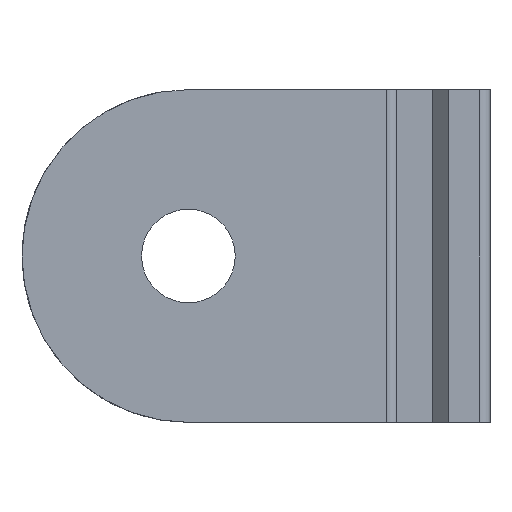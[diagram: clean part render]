
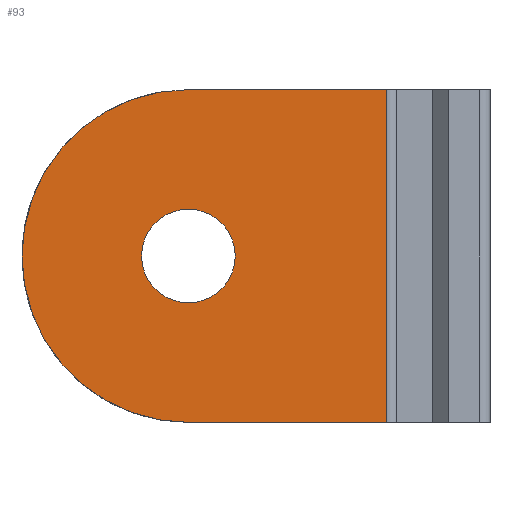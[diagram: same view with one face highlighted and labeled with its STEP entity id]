
A CAD part, left-side view. The second image highlights one B-rep face of the part: STEP entity #93.
In plain terms, the highlighted planar face has unit normal (-1, 0, 0).
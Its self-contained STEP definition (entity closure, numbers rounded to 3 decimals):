
#93 = ADVANCED_FACE( '', ( #187, #188 ), #189, .F. );
#187 = FACE_BOUND( '', #282, .T. );
#188 = FACE_OUTER_BOUND( '', #283, .T. );
#189 = PLANE( '', #284 );
#282 = EDGE_LOOP( '', ( #419 ) );
#283 = EDGE_LOOP( '', ( #420, #421, #422, #423 ) );
#284 = AXIS2_PLACEMENT_3D( '', #424, #425, #426 );
#419 = ORIENTED_EDGE( '', *, *, #627, .T. );
#420 = ORIENTED_EDGE( '', *, *, #628, .F. );
#421 = ORIENTED_EDGE( '', *, *, #584, .F. );
#422 = ORIENTED_EDGE( '', *, *, #629, .T. );
#423 = ORIENTED_EDGE( '', *, *, #580, .F. );
#424 = CARTESIAN_POINT( '', ( 0., 37., 16. ) );
#425 = DIRECTION( '', ( 1., 0., 0. ) );
#426 = DIRECTION( '', ( 0., 0., -1. ) );
#580 = EDGE_CURVE( '', #677, #672, #679, .T. );
#584 = EDGE_CURVE( '', #684, #686, #687, .T. );
#627 = EDGE_CURVE( '', #758, #758, #759, .T. );
#628 = EDGE_CURVE( '', #686, #677, #760, .T. );
#629 = EDGE_CURVE( '', #684, #672, #761, .T. );
#672 = VERTEX_POINT( '', #813 );
#677 = VERTEX_POINT( '', #820 );
#679 = LINE( '', #823, #824 );
#684 = VERTEX_POINT( '', #829 );
#686 = VERTEX_POINT( '', #832 );
#687 = CIRCLE( '', #833, 16. );
#758 = VERTEX_POINT( '', #928 );
#759 = CIRCLE( '', #929, 4.5 );
#760 = LINE( '', #930, #931 );
#761 = LINE( '', #932, #933 );
#813 = CARTESIAN_POINT( '', ( 0., 1., -16. ) );
#820 = CARTESIAN_POINT( '', ( 0., 1., 16. ) );
#823 = CARTESIAN_POINT( '', ( 0., 1., 16. ) );
#824 = VECTOR( '', #1007, 1000. );
#829 = CARTESIAN_POINT( '', ( 0., 20., -16. ) );
#832 = CARTESIAN_POINT( '', ( 0., 20., 16. ) );
#833 = AXIS2_PLACEMENT_3D( '', #1012, #1013, #1014 );
#928 = CARTESIAN_POINT( '', ( 0., 20., -4.5 ) );
#929 = AXIS2_PLACEMENT_3D( '', #1066, #1067, #1068 );
#930 = CARTESIAN_POINT( '', ( 0., 37., 16. ) );
#931 = VECTOR( '', #1069, 1000. );
#932 = CARTESIAN_POINT( '', ( 0., 37., -16. ) );
#933 = VECTOR( '', #1070, 1000. );
#1007 = DIRECTION( '', ( 0., 0., -1. ) );
#1012 = CARTESIAN_POINT( '', ( 0., 20., 0. ) );
#1013 = DIRECTION( '', ( 1., 0., 0. ) );
#1014 = DIRECTION( '', ( 0., 0., -1. ) );
#1066 = CARTESIAN_POINT( '', ( 0., 20., 0. ) );
#1067 = DIRECTION( '', ( 1., 0., 0. ) );
#1068 = DIRECTION( '', ( 0., 0., -1. ) );
#1069 = DIRECTION( '', ( 0., -1., 0. ) );
#1070 = DIRECTION( '', ( 0., -1., 0. ) );
